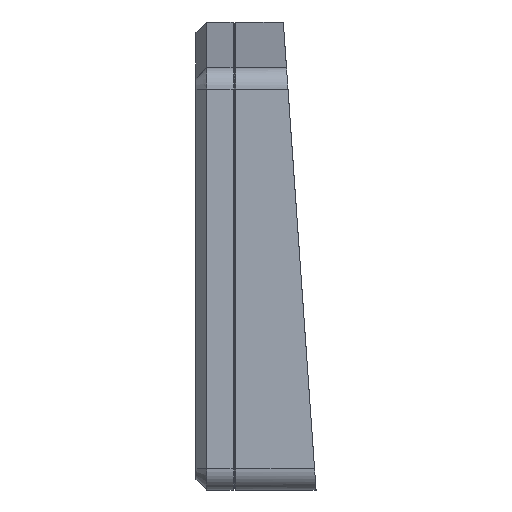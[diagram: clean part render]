
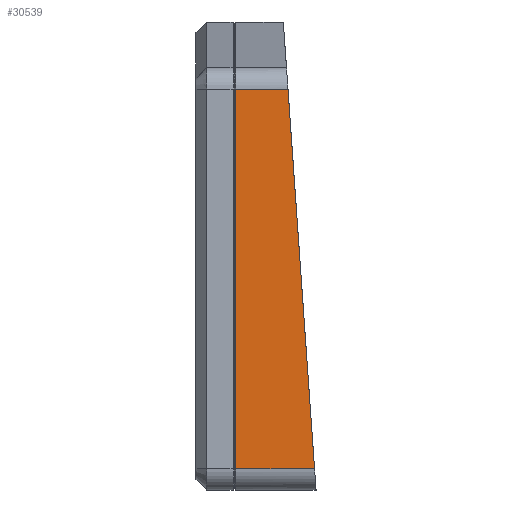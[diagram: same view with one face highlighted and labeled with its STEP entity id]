
A CAD part, left-side view. The second image highlights one B-rep face of the part: STEP entity #30539.
In plain terms, the highlighted planar face has unit normal (-1, 0, 0).
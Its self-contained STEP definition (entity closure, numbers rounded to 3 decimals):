
#1535 = EDGE_CURVE ( 'NONE', #28649, #28206, #36036, .T. ) ;
#2249 = LINE ( 'NONE', #27520, #17582 ) ;
#2283 = PLANE ( 'NONE',  #33972 ) ;
#2673 = FACE_OUTER_BOUND ( 'NONE', #26360, .T. ) ;
#2979 = DIRECTION ( 'NONE',  ( 0., 0., -1. ) ) ;
#3180 = LINE ( 'NONE', #32571, #5499 ) ;
#5499 = VECTOR ( 'NONE', #6748, 1000. ) ;
#6748 = DIRECTION ( 'NONE',  ( 0., -1., 0. ) ) ;
#8075 = VERTEX_POINT ( 'NONE', #10328 ) ;
#10328 = CARTESIAN_POINT ( 'NONE',  ( -124.203, -18.836, -44.575 ) ) ;
#11219 = EDGE_CURVE ( 'NONE', #28206, #31001, #17292, .T. ) ;
#11824 = CARTESIAN_POINT ( 'NONE',  ( -124.203, -0.3, 44.575 ) ) ;
#15989 = ORIENTED_EDGE ( 'NONE', *, *, #11219, .T. ) ;
#17187 = ORIENTED_EDGE ( 'NONE', *, *, #1535, .T. ) ;
#17292 = LINE ( 'NONE', #28804, #24166 ) ;
#17582 = VECTOR ( 'NONE', #36373, 1000. ) ;
#19251 = DIRECTION ( 'NONE',  ( 0., 0., -1. ) ) ;
#19411 = VECTOR ( 'NONE', #24367, 1000. ) ;
#21898 = CARTESIAN_POINT ( 'NONE',  ( -124.203, 9., 44.575 ) ) ;
#24166 = VECTOR ( 'NONE', #2979, 1000. ) ;
#24367 = DIRECTION ( 'NONE',  ( 0., 1., 0. ) ) ;
#25790 = CARTESIAN_POINT ( 'NONE',  ( -124.203, -0.3, -44.575 ) ) ;
#26298 = ORIENTED_EDGE ( 'NONE', *, *, #35724, .F. ) ;
#26360 = EDGE_LOOP ( 'NONE', ( #17187, #15989, #32537, #26298 ) ) ;
#27520 = CARTESIAN_POINT ( 'NONE',  ( -124.203, -13.922, 25.687 ) ) ;
#28206 = VERTEX_POINT ( 'NONE', #11824 ) ;
#28649 = VERTEX_POINT ( 'NONE', #31776 ) ;
#28804 = CARTESIAN_POINT ( 'NONE',  ( -124.203, -0.3, -44.575 ) ) ;
#30539 = ADVANCED_FACE ( 'NONE', ( #2673 ), #2283, .F. ) ;
#30969 = CARTESIAN_POINT ( 'NONE',  ( -124.203, 9., -49.575 ) ) ;
#31001 = VERTEX_POINT ( 'NONE', #25790 ) ;
#31776 = CARTESIAN_POINT ( 'NONE',  ( -124.203, -12.602, 44.575 ) ) ;
#32537 = ORIENTED_EDGE ( 'NONE', *, *, #35119, .T. ) ;
#32571 = CARTESIAN_POINT ( 'NONE',  ( -124.203, 9., -44.575 ) ) ;
#33415 = DIRECTION ( 'NONE',  ( 1., 0., 0. ) ) ;
#33972 = AXIS2_PLACEMENT_3D ( 'NONE', #30969, #33415, #19251 ) ;
#35119 = EDGE_CURVE ( 'NONE', #31001, #8075, #3180, .T. ) ;
#35724 = EDGE_CURVE ( 'NONE', #28649, #8075, #2249, .T. ) ;
#36036 = LINE ( 'NONE', #21898, #19411 ) ;
#36373 = DIRECTION ( 'NONE',  ( 0., -0.07, -0.998 ) ) ;
